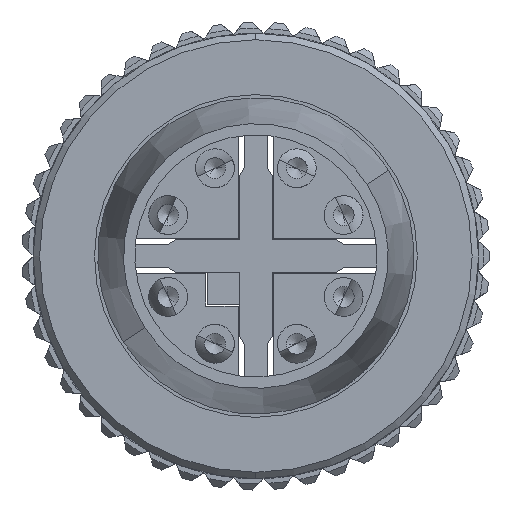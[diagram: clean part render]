
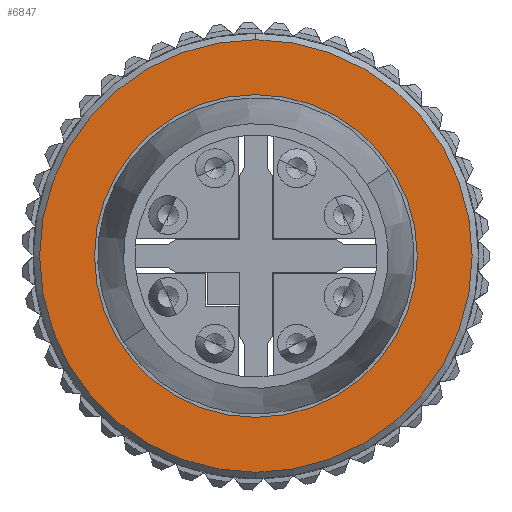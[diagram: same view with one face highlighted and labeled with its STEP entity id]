
A CAD part, left-side view. The second image highlights one B-rep face of the part: STEP entity #6847.
In plain terms, the highlighted planar face has unit normal (-1, 0, 0).
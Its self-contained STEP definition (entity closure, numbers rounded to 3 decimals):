
#37 = VERTEX_POINT ( 'NONE', #17562 ) ;
#2220 = DIRECTION ( 'NONE',  ( 0., 0., -1. ) ) ;
#2399 = CIRCLE ( 'NONE', #14967, 6.7 ) ;
#2604 = CARTESIAN_POINT ( 'NONE',  ( 0., 0., 5. ) ) ;
#3367 = EDGE_LOOP ( 'NONE', ( #7836, #15034 ) ) ;
#3895 = DIRECTION ( 'NONE',  ( 0., 0., 1. ) ) ;
#4119 = AXIS2_PLACEMENT_3D ( 'NONE', #13105, #11644, #16944 ) ;
#5279 = DIRECTION ( 'NONE',  ( -1., 0., 0. ) ) ;
#5342 = DIRECTION ( 'NONE',  ( -1., 0., 0. ) ) ;
#5366 = CARTESIAN_POINT ( 'NONE',  ( 0., 0., 0. ) ) ;
#6612 = DIRECTION ( 'NONE',  ( 1., 0., 0. ) ) ;
#6710 = CARTESIAN_POINT ( 'NONE',  ( 0., 0., 0. ) ) ;
#6847 = ADVANCED_FACE ( 'NONE', ( #9190, #13560 ), #14759, .F. ) ;
#7629 = AXIS2_PLACEMENT_3D ( 'NONE', #6710, #15206, #16584 ) ;
#7836 = ORIENTED_EDGE ( 'NONE', *, *, #8792, .T. ) ;
#8318 = VERTEX_POINT ( 'NONE', #2604 ) ;
#8487 = CIRCLE ( 'NONE', #7629, 6.7 ) ;
#8792 = EDGE_CURVE ( 'NONE', #13035, #14210, #8487, .T. ) ;
#8907 = CIRCLE ( 'NONE', #17076, 5. ) ;
#9190 = FACE_OUTER_BOUND ( 'NONE', #3367, .T. ) ;
#9351 = EDGE_CURVE ( 'NONE', #37, #8318, #9403, .T. ) ;
#9403 = CIRCLE ( 'NONE', #4119, 5. ) ;
#10443 = EDGE_CURVE ( 'NONE', #14210, #13035, #2399, .T. ) ;
#10780 = AXIS2_PLACEMENT_3D ( 'NONE', #15018, #6612, #2220 ) ;
#11115 = ORIENTED_EDGE ( 'NONE', *, *, #9351, .F. ) ;
#11644 = DIRECTION ( 'NONE',  ( -1., 0., 0. ) ) ;
#12372 = EDGE_LOOP ( 'NONE', ( #17098, #11115 ) ) ;
#12445 = EDGE_CURVE ( 'NONE', #8318, #37, #8907, .T. ) ;
#12556 = CARTESIAN_POINT ( 'NONE',  ( 0., 0., 0. ) ) ;
#12879 = CARTESIAN_POINT ( 'NONE',  ( 0., 0., 6.7 ) ) ;
#13035 = VERTEX_POINT ( 'NONE', #14961 ) ;
#13105 = CARTESIAN_POINT ( 'NONE',  ( 0., 0., 0. ) ) ;
#13560 = FACE_BOUND ( 'NONE', #12372, .T. ) ;
#14210 = VERTEX_POINT ( 'NONE', #12879 ) ;
#14759 = PLANE ( 'NONE',  #10780 ) ;
#14961 = CARTESIAN_POINT ( 'NONE',  ( 0., 0., -6.7 ) ) ;
#14967 = AXIS2_PLACEMENT_3D ( 'NONE', #12556, #5342, #16595 ) ;
#15018 = CARTESIAN_POINT ( 'NONE',  ( 0., 5., 0. ) ) ;
#15034 = ORIENTED_EDGE ( 'NONE', *, *, #10443, .T. ) ;
#15206 = DIRECTION ( 'NONE',  ( -1., 0., 0. ) ) ;
#16584 = DIRECTION ( 'NONE',  ( 0., 0., -1. ) ) ;
#16595 = DIRECTION ( 'NONE',  ( 0., 0., -1. ) ) ;
#16944 = DIRECTION ( 'NONE',  ( 0., 0., 1. ) ) ;
#17076 = AXIS2_PLACEMENT_3D ( 'NONE', #5366, #5279, #3895 ) ;
#17098 = ORIENTED_EDGE ( 'NONE', *, *, #12445, .F. ) ;
#17562 = CARTESIAN_POINT ( 'NONE',  ( 0., 0., -5. ) ) ;
